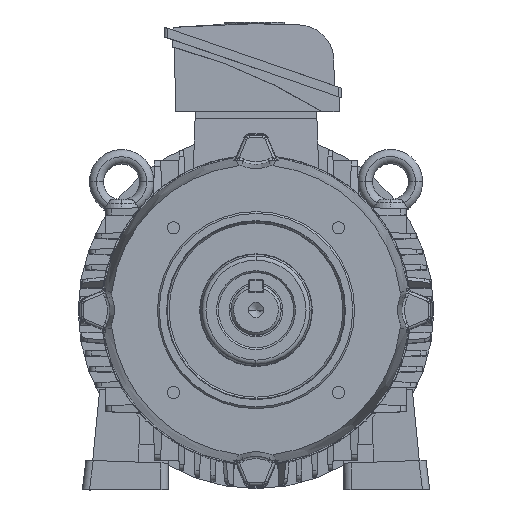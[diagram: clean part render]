
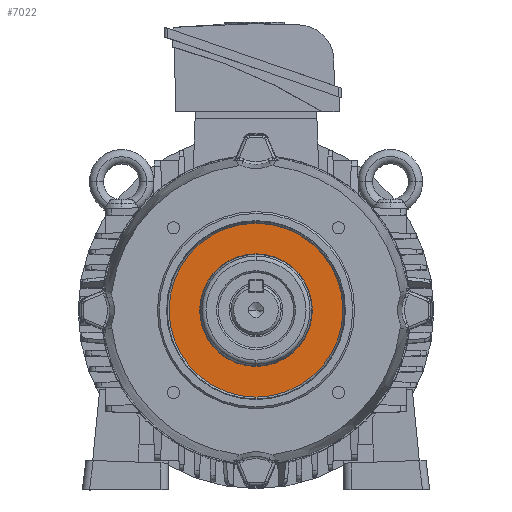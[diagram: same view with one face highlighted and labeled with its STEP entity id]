
A CAD part, top view. The second image highlights one B-rep face of the part: STEP entity #7022.
In plain terms, the highlighted face is planar.
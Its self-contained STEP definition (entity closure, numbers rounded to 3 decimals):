
#1020 = ORIENTED_EDGE ( 'NONE', *, *, #13812, .T. ) ;
#2372 = DIRECTION ( 'NONE',  ( 1., 0., 0. ) ) ;
#3464 = CIRCLE ( 'NONE', #27612, 48.525 ) ;
#4129 = FACE_OUTER_BOUND ( 'NONE', #4154, .T. ) ;
#4154 = EDGE_LOOP ( 'NONE', ( #20266, #7768 ) ) ;
#5914 = CARTESIAN_POINT ( 'NONE',  ( 0., 0., -2. ) ) ;
#7022 = ADVANCED_FACE ( 'NONE', ( #4129, #43897 ), #12397, .F. ) ;
#7768 = ORIENTED_EDGE ( 'NONE', *, *, #46008, .F. ) ;
#7789 = CARTESIAN_POINT ( 'NONE',  ( 0., -31.424, -2. ) ) ;
#7914 = DIRECTION ( 'NONE',  ( 1., 0., 0. ) ) ;
#11449 = DIRECTION ( 'NONE',  ( 0., 0., 1. ) ) ;
#12397 = PLANE ( 'NONE',  #34706 ) ;
#13812 = EDGE_CURVE ( 'NONE', #24155, #43913, #45794, .T. ) ;
#14443 = CARTESIAN_POINT ( 'NONE',  ( 0., 48.525, -2. ) ) ;
#14719 = DIRECTION ( 'NONE',  ( -1., 0., 0. ) ) ;
#16826 = DIRECTION ( 'NONE',  ( 1., 0., 0. ) ) ;
#17344 = CARTESIAN_POINT ( 'NONE',  ( 0., 0., -2. ) ) ;
#20266 = ORIENTED_EDGE ( 'NONE', *, *, #33210, .F. ) ;
#20359 = DIRECTION ( 'NONE',  ( 0., 0., 1. ) ) ;
#20972 = CIRCLE ( 'NONE', #44394, 48.525 ) ;
#24155 = VERTEX_POINT ( 'NONE', #7789 ) ;
#24207 = DIRECTION ( 'NONE',  ( 0., 0., 1. ) ) ;
#24432 = CIRCLE ( 'NONE', #41842, 31.424 ) ;
#26090 = AXIS2_PLACEMENT_3D ( 'NONE', #46220, #42673, #31533 ) ;
#26995 = DIRECTION ( 'NONE',  ( 0., 0., 1. ) ) ;
#27238 = CARTESIAN_POINT ( 'NONE',  ( 0., 0., -2. ) ) ;
#27542 = CARTESIAN_POINT ( 'NONE',  ( 0., -48.525, -2. ) ) ;
#27612 = AXIS2_PLACEMENT_3D ( 'NONE', #27238, #26995, #16826 ) ;
#28644 = ORIENTED_EDGE ( 'NONE', *, *, #43242, .T. ) ;
#31365 = EDGE_LOOP ( 'NONE', ( #28644, #1020 ) ) ;
#31533 = DIRECTION ( 'NONE',  ( -1., 0., 0. ) ) ;
#31969 = VERTEX_POINT ( 'NONE', #14443 ) ;
#32859 = VERTEX_POINT ( 'NONE', #27542 ) ;
#33210 = EDGE_CURVE ( 'NONE', #31969, #32859, #20972, .T. ) ;
#33241 = CARTESIAN_POINT ( 'NONE',  ( 0., 0., -2. ) ) ;
#34706 = AXIS2_PLACEMENT_3D ( 'NONE', #33241, #11449, #7914 ) ;
#36678 = CARTESIAN_POINT ( 'NONE',  ( 0., 31.424, -2. ) ) ;
#41842 = AXIS2_PLACEMENT_3D ( 'NONE', #17344, #24207, #14719 ) ;
#42673 = DIRECTION ( 'NONE',  ( 0., 0., 1. ) ) ;
#43242 = EDGE_CURVE ( 'NONE', #43913, #24155, #24432, .T. ) ;
#43897 = FACE_BOUND ( 'NONE', #31365, .T. ) ;
#43913 = VERTEX_POINT ( 'NONE', #36678 ) ;
#44394 = AXIS2_PLACEMENT_3D ( 'NONE', #5914, #20359, #2372 ) ;
#45794 = CIRCLE ( 'NONE', #26090, 31.424 ) ;
#46008 = EDGE_CURVE ( 'NONE', #32859, #31969, #3464, .T. ) ;
#46220 = CARTESIAN_POINT ( 'NONE',  ( 0., 0., -2. ) ) ;
